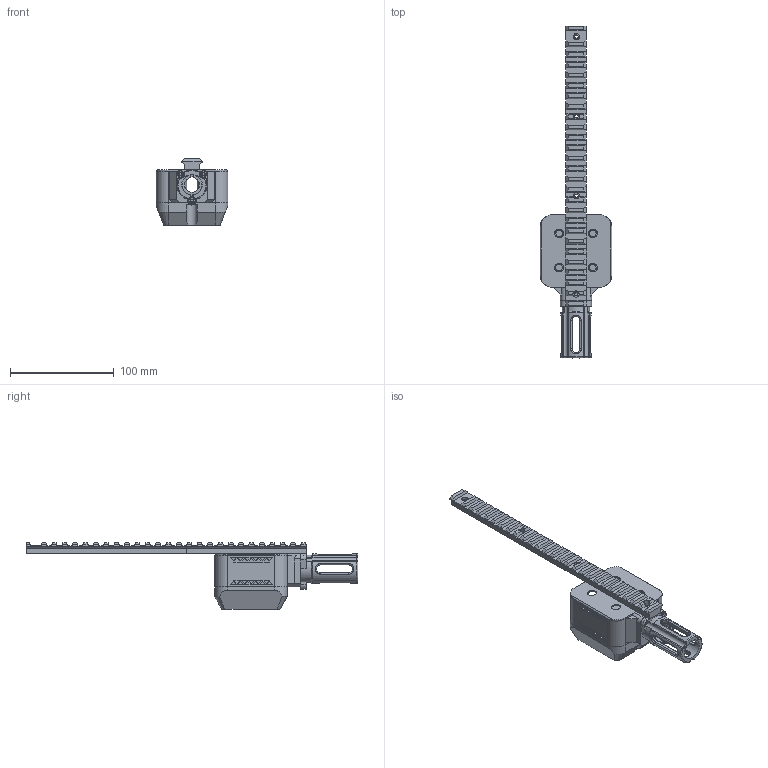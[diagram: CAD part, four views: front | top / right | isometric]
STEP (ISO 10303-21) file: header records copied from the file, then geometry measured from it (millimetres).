
FILE_DESCRIPTION(/* description */ (''),/* implementation_level */ '2;1');
FILE_NAME(/* name */ 'GRY_H2 v9.step',/* time_stamp */ '2021-08-08T22:33:39-07:00',/* author */ (''),/* organization */ (''),/* preprocessor_version */ 'ST-DEVELOPER v18.1',/* originating_system */ 'Autodesk Translation Framework v10.9.0.1377',/* authorisation */ '');
FILE_SCHEMA (('AUTOMOTIVE_DESIGN { 1 0 10303 214 3 1 1 }'));
Length unit declared in the file: millimetre
Products named in the file (6): GRY_H2; Component3; Gryphon_Flash Hider; Gryphon_Picatinny Rail; MotorCover; MainCage
Assembly tree (5 placements, depth 2):
  GRY_H2
    Component3
    Gryphon_Flash Hider
    Gryphon_Picatinny Rail
    MotorCover
    MainCage
Bounding box: 69 x 319.75 x 64.1 mm (x, y, z)
Volume: 132620.3 mm3; surface area: 88483.9 mm2
Topology: 6 solids, 6 shells, 1213 faces, 3302 edges, 2165 vertices
Faces by surface type: plane 596, bspline 387, cylinder 186, cone 28, sphere 10, torus 6
Full cylindrical faces by diameter (mm): 2.4 x8, 2.8 x12, 3.4 x7, 3.5 x4, 6 x9, 6.4 x4, 19 x1, 20 x1, 22.4 x4
Entity records: 44605 total; most frequent: CARTESIAN_POINT 15927, ORIENTED_EDGE 6604, DIRECTION 4678, EDGE_CURVE 3302, VERTEX_POINT 2165, LINE 1862, VECTOR 1862, AXIS2_PLACEMENT_3D 1408
